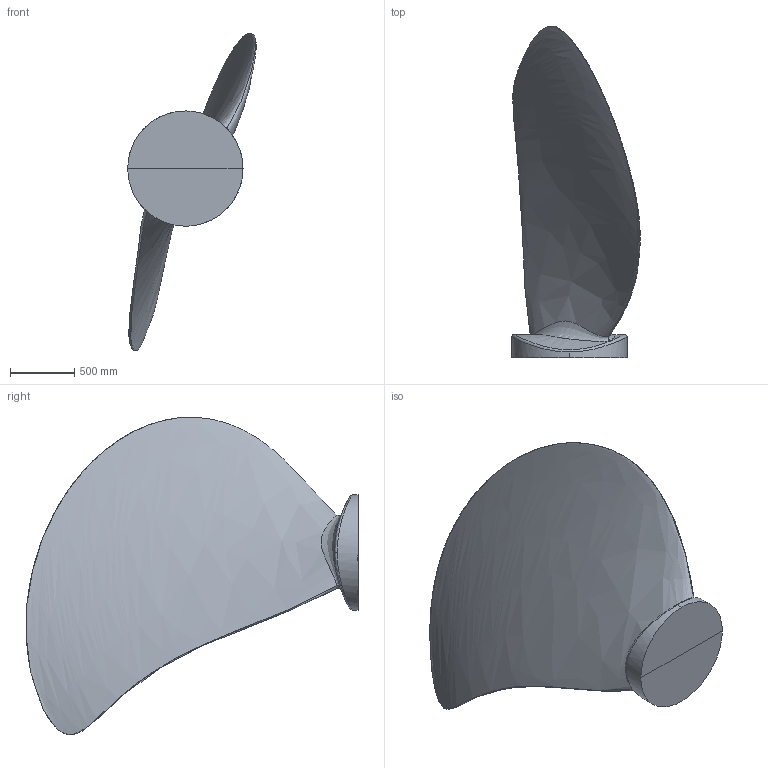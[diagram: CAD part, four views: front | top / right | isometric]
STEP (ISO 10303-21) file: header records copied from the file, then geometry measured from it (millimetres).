
FILE_DESCRIPTION(/* description */ (''),/* implementation_level */ '2;1');
FILE_NAME(/* name */ 'BLADE_~1',/* time_stamp */ '2021-01-15T12:08:53+01:00',/* author */ (''),/* organization */ (''),/* preprocessor_version */ 'ST-DEVELOPER v16.5',/* originating_system */ '',/* authorisation */ '');
FILE_SCHEMA (('AUTOMOTIVE_DESIGN'));
Length unit declared in the file: metre
Products named in the file (1): Document
Bounding box: 1002.91 x 2592.76 x 2478.71 mm (x, y, z)
Volume: 418306024.6 mm3; surface area: 10200991 mm2
Topology: 1 solids, 1 shells, 14 faces, 38 edges, 26 vertices
Faces by surface type: bspline 14
Entity records: 16276 total; most frequent: CARTESIAN_POINT 16027, ORIENTED_EDGE 74, EDGE_CURVE 37, VERTEX_POINT 26, B_SPLINE_CURVE_WITH_KNOTS 25, EDGE_LOOP 15, ADVANCED_FACE 14, FACE_OUTER_BOUND 14
